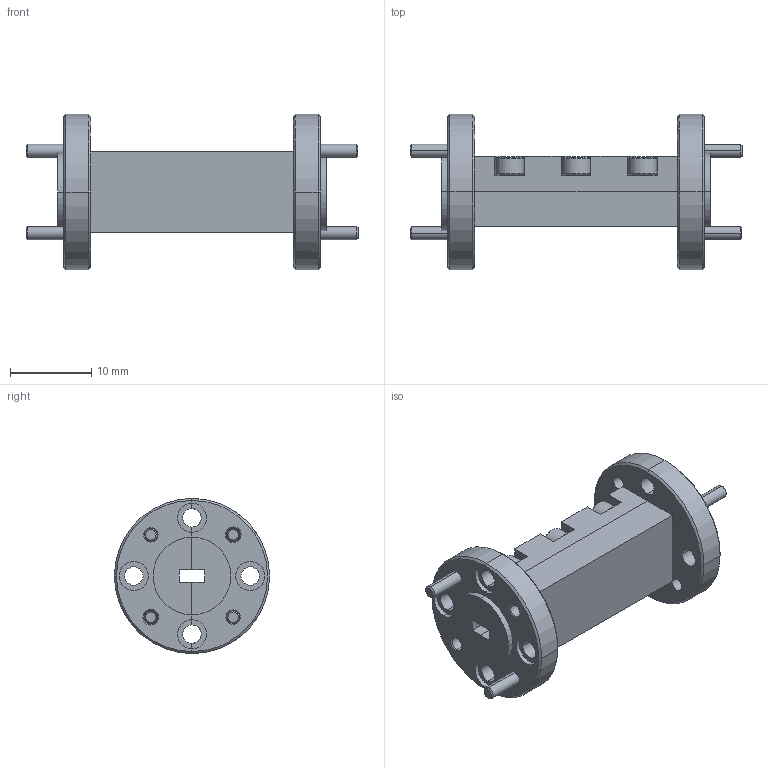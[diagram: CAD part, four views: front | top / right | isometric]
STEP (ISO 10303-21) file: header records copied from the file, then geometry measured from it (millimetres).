
FILE_DESCRIPTION (( 'STEP AP203' ), '1' );
FILE_NAME ('SWF-85305340-12-B1.STEP', '2017-06-26T23:54:56', ( '' ), ( '' ), 'SwSTEP 2.0', 'SolidWorks 2013', '' );
FILE_SCHEMA (( 'CONFIG_CONTROL_DESIGN' ));
Length unit declared in the file: inch
Products named in the file (1): SWF-85305340-12-B1
Bounding box: 40.76 x 19.05 x 19.05 mm (x, y, z)
Volume: 3740.1 mm3; surface area: 4432.6 mm2
Topology: 12 solids, 12 shells, 650 faces, 1718 edges, 1096 vertices
Faces by surface type: cylinder 367, cone 137, plane 134, bspline 12
Entity records: 26463 total; most frequent: CARTESIAN_POINT 11693, ORIENTED_EDGE 3412, DIRECTION 2804, EDGE_CURVE 1706, VERTEX_POINT 1096, AXIS2_PLACEMENT_3D 1057, EDGE_LOOP 702, VECTOR 690
